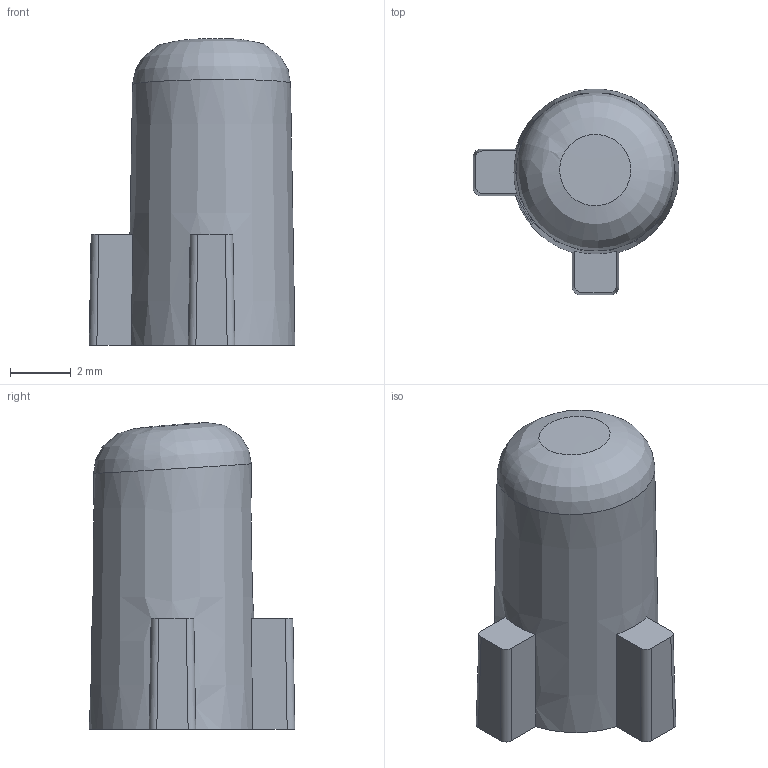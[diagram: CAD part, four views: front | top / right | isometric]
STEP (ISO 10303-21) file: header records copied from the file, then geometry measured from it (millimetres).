
FILE_DESCRIPTION(/* description */ (''),/* implementation_level */ '2;1');
FILE_NAME(/* name */ 'UpperMenu1.step',/* time_stamp */ '2025-05-19T13:11:51-07:00',/* author */ (''),/* organization */ (''),/* preprocessor_version */ 'ST-DEVELOPER v20.1',/* originating_system */ 'Autodesk Translation Framework v14.4.0.0',/* authorisation */ '');
FILE_SCHEMA (('AUTOMOTIVE_DESIGN { 1 0 10303 214 3 1 1 }'));
Length unit declared in the file: millimetre
Products named in the file (1): UpperMenu1
Bounding box: 6.74 x 6.74 x 10.07 mm (x, y, z)
Volume: 225.3 mm3; surface area: 230.2 mm2
Topology: 1 solids, 1 shells, 19 faces, 49 edges, 33 vertices
Faces by surface type: plane 10, cylinder 5, bspline 2, cone 2
Full cylindrical faces by diameter (mm): 2.2 x1
Entity records: 783 total; most frequent: CARTESIAN_POINT 286, ORIENTED_EDGE 98, DIRECTION 93, EDGE_CURVE 49, AXIS2_PLACEMENT_3D 35, VERTEX_POINT 33, LINE 23, VECTOR 23
